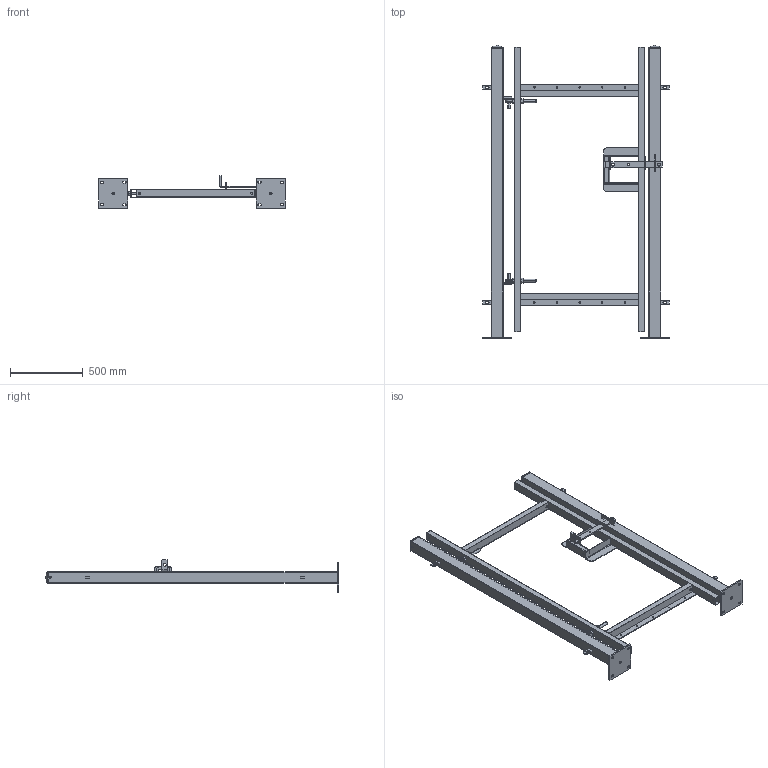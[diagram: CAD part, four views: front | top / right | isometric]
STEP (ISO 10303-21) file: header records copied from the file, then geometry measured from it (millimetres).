
FILE_DESCRIPTION (( 'STEP AP203' ), '1' );
FILE_NAME ('47SLB201XL Assem1.step', '2023-10-19T08:50:45', ( '' ), ( '' ), 'SwSTEP 2.0', 'SolidWorks 2023', '' );
FILE_SCHEMA (( 'CONFIG_CONTROL_DESIGN' ));
Length unit declared in the file: millimetre
Products named in the file (17): hex nut style 1 gradeab_bsi_BS EN 24032 - M20 - W - N; 0515056; 47SLB201XL Assem2_2000 x 1000 (Eyes & Lugs); 47SLB201XL Assem2_2000 x 1000 (Only Lugs); 47SLB201XL Part1; 47L60 Part3; 47SLB201XL Part2; 47SLB201XL Part5_(2.0 SINGLE); 47F60_ORIGINAL FRAME <As Machined>; 47SLB201XL Assem1; 200120010SH; 47L60 Part1_for 60 x 60 ; 47L60 Part2; 072019; 0700206 Part1_No Thread; 05LUG6; 47SLB201XL Part3_Default<As Machined>
Assembly tree (30 placements, depth 3):
  47SLB201XL Assem1
    47SLB201XL Assem2_2000 x 1000 (Eyes & Lugs)
      47SLB201XL Part5_(2.0 SINGLE)
      0515056
      05LUG6  x2
      072019  x2
      200120010SH
    47SLB201XL Part1  x2
    0700206 Part1_No Thread  x2
    hex nut style 1 gradeab_bsi_BS EN 24032 - M20 - W - N  x4
    47SLB201XL Part3_Default<As Machined>
    47SLB201XL Assem2_2000 x 1000 (Only Lugs)
      47SLB201XL Part5_(2.0 SINGLE)
      0515056
      05LUG6  x2
      200120010SH
    47SLB201XL Part2  x2
    47F60_ORIGINAL FRAME <As Machined>
    47L60 Part1_for 60 x 60   x2
    47L60 Part3
    47L60 Part2
Bounding box: 1280 x 2010.75 x 220 mm (x, y, z)
Volume: 11169472.1 mm3; surface area: 5166564.2 mm2
Topology: 33 solids, 33 shells, 662 faces, 1594 edges, 1004 vertices
Faces by surface type: plane 324, cylinder 238, cone 72, torus 20, bspline 8
Entity records: 13397 total; most frequent: CARTESIAN_POINT 2292, DIRECTION 1938, ORIENTED_EDGE 1772, EDGE_CURVE 886, AXIS2_PLACEMENT_3D 702, VERTEX_POINT 568, LINE 534, VECTOR 534
